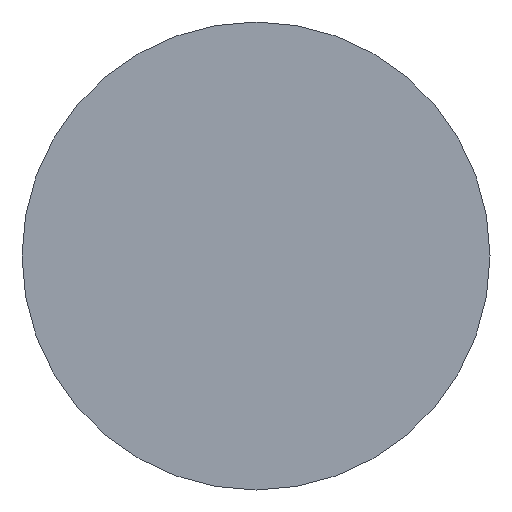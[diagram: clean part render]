
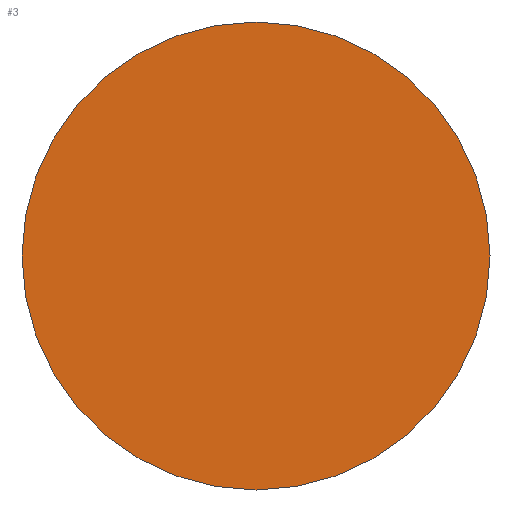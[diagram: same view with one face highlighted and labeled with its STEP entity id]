
A CAD part, front view. The second image highlights one B-rep face of the part: STEP entity #3.
In plain terms, the highlighted planar face has unit normal (0, -1, 0).
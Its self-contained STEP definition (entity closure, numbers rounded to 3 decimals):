
#3 = ADVANCED_FACE ( 'NONE', ( #129 ), #51, .T. ) ;
#20 = EDGE_CURVE ( 'NONE', #24, #144, #218, .T. ) ;
#22 = AXIS2_PLACEMENT_3D ( 'NONE', #126, #208, #210 ) ;
#24 = VERTEX_POINT ( 'NONE', #149 ) ;
#40 = CARTESIAN_POINT ( 'NONE',  ( 10., 0., 0. ) ) ;
#51 = PLANE ( 'NONE',  #22 ) ;
#60 = ORIENTED_EDGE ( 'NONE', *, *, #20, .F. ) ;
#67 = DIRECTION ( 'NONE',  ( -1., 0., 0. ) ) ;
#78 = CARTESIAN_POINT ( 'NONE',  ( 0., 0., 0. ) ) ;
#103 = DIRECTION ( 'NONE',  ( -1., 0., 0. ) ) ;
#124 = DIRECTION ( 'NONE',  ( 0., 1., 0. ) ) ;
#126 = CARTESIAN_POINT ( 'NONE',  ( 0., 0., 0. ) ) ;
#129 = FACE_OUTER_BOUND ( 'NONE', #179, .T. ) ;
#133 = EDGE_CURVE ( 'NONE', #144, #24, #180, .T. ) ;
#144 = VERTEX_POINT ( 'NONE', #40 ) ;
#149 = CARTESIAN_POINT ( 'NONE',  ( -10., 0., 0. ) ) ;
#150 = AXIS2_PLACEMENT_3D ( 'NONE', #78, #124, #103 ) ;
#158 = DIRECTION ( 'NONE',  ( 0., 1., 0. ) ) ;
#179 = EDGE_LOOP ( 'NONE', ( #60, #223 ) ) ;
#180 = CIRCLE ( 'NONE', #213, 10. ) ;
#197 = CARTESIAN_POINT ( 'NONE',  ( 0., 0., 0. ) ) ;
#208 = DIRECTION ( 'NONE',  ( 0., -1., 0. ) ) ;
#210 = DIRECTION ( 'NONE',  ( 1., 0., 0. ) ) ;
#213 = AXIS2_PLACEMENT_3D ( 'NONE', #197, #158, #67 ) ;
#218 = CIRCLE ( 'NONE', #150, 10. ) ;
#223 = ORIENTED_EDGE ( 'NONE', *, *, #133, .F. ) ;
